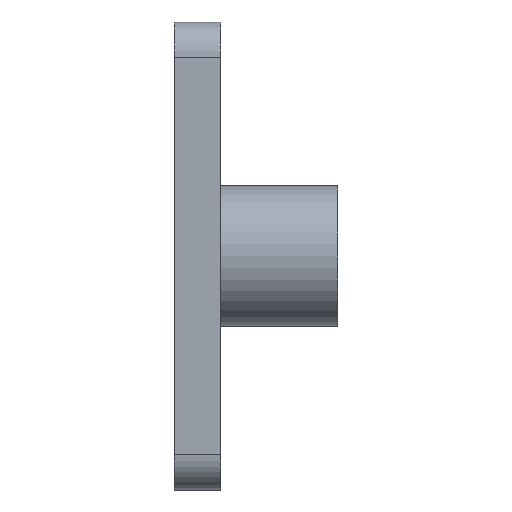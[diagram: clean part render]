
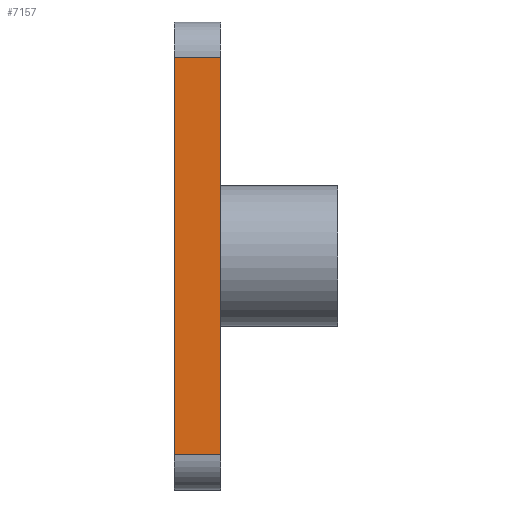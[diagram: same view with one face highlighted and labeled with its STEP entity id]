
A CAD part, left-side view. The second image highlights one B-rep face of the part: STEP entity #7157.
In plain terms, the highlighted planar face has unit normal (-1, 0, 0).
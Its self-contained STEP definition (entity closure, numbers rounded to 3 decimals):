
#584 = EDGE_CURVE ( 'NONE', #8060, #15167, #15043, .T. ) ;
#653 = CARTESIAN_POINT ( 'NONE',  ( -20., 4., -20. ) ) ;
#1959 = CARTESIAN_POINT ( 'NONE',  ( -20., 0., 17. ) ) ;
#2222 = CARTESIAN_POINT ( 'NONE',  ( -20., 4., 17. ) ) ;
#2610 = ORIENTED_EDGE ( 'NONE', *, *, #4049, .T. ) ;
#2648 = CARTESIAN_POINT ( 'NONE',  ( -20., 4., 17. ) ) ;
#3397 = DIRECTION ( 'NONE',  ( 0., 0., -1. ) ) ;
#4039 = LINE ( 'NONE', #653, #16876 ) ;
#4049 = EDGE_CURVE ( 'NONE', #15167, #5805, #10634, .T. ) ;
#4988 = ORIENTED_EDGE ( 'NONE', *, *, #5393, .T. ) ;
#5189 = ORIENTED_EDGE ( 'NONE', *, *, #584, .T. ) ;
#5237 = VECTOR ( 'NONE', #15504, 1000. ) ;
#5393 = EDGE_CURVE ( 'NONE', #5805, #15547, #13320, .T. ) ;
#5514 = VECTOR ( 'NONE', #9267, 1000. ) ;
#5805 = VERTEX_POINT ( 'NONE', #1959 ) ;
#7105 = EDGE_LOOP ( 'NONE', ( #2610, #4988, #14963, #5189 ) ) ;
#7157 = ADVANCED_FACE ( 'NONE', ( #13501 ), #11272, .F. ) ;
#8060 = VERTEX_POINT ( 'NONE', #14416 ) ;
#8881 = CARTESIAN_POINT ( 'NONE',  ( -20., 0., -20. ) ) ;
#9267 = DIRECTION ( 'NONE',  ( 0., -1., 0. ) ) ;
#9844 = VECTOR ( 'NONE', #13283, 1000. ) ;
#10634 = LINE ( 'NONE', #8881, #5237 ) ;
#10642 = CARTESIAN_POINT ( 'NONE',  ( -20., 4., -17. ) ) ;
#11272 = PLANE ( 'NONE',  #13150 ) ;
#11279 = DIRECTION ( 'NONE',  ( 0., 0., 1. ) ) ;
#12541 = DIRECTION ( 'NONE',  ( 1., 0., 0. ) ) ;
#13150 = AXIS2_PLACEMENT_3D ( 'NONE', #16714, #12541, #3397 ) ;
#13283 = DIRECTION ( 'NONE',  ( 0., 1., 0. ) ) ;
#13320 = LINE ( 'NONE', #2648, #9844 ) ;
#13501 = FACE_OUTER_BOUND ( 'NONE', #7105, .T. ) ;
#13899 = CARTESIAN_POINT ( 'NONE',  ( -20., 0., -17. ) ) ;
#14416 = CARTESIAN_POINT ( 'NONE',  ( -20., 4., -17. ) ) ;
#14564 = EDGE_CURVE ( 'NONE', #8060, #15547, #4039, .T. ) ;
#14963 = ORIENTED_EDGE ( 'NONE', *, *, #14564, .F. ) ;
#15043 = LINE ( 'NONE', #10642, #5514 ) ;
#15167 = VERTEX_POINT ( 'NONE', #13899 ) ;
#15504 = DIRECTION ( 'NONE',  ( 0., 0., 1. ) ) ;
#15547 = VERTEX_POINT ( 'NONE', #2222 ) ;
#16714 = CARTESIAN_POINT ( 'NONE',  ( -20., 4., -20. ) ) ;
#16876 = VECTOR ( 'NONE', #11279, 1000. ) ;
